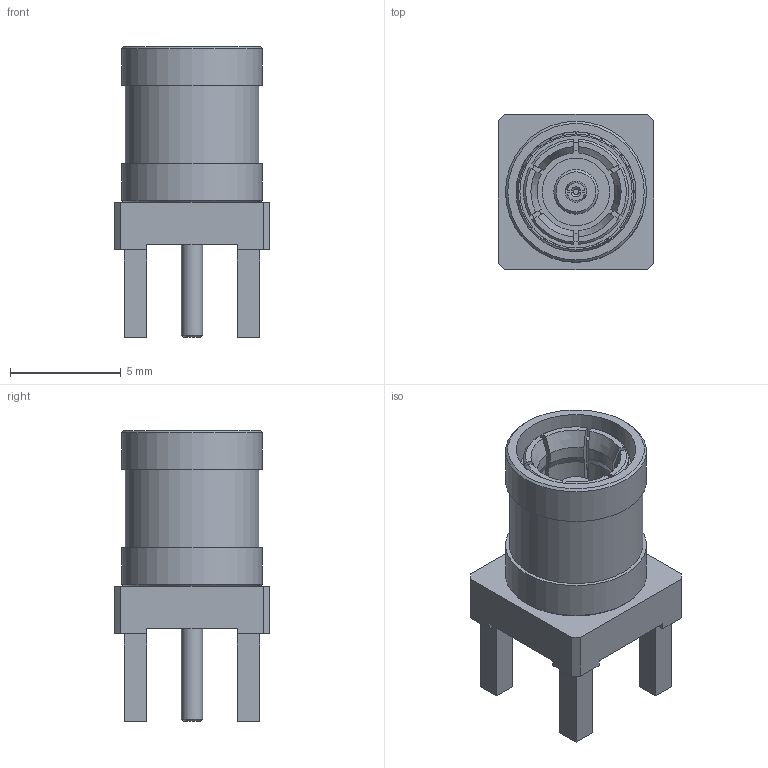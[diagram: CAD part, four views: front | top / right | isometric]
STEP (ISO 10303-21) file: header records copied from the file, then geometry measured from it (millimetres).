
FILE_DESCRIPTION(/* description */ ('Unknown'),/* implementation_level */ '2;1');
FILE_NAME(/* name */ '61614002111503',/* time_stamp */ '2020-01-16T16:12:42+01:00',/* author */ ('Unknown'),/* organization */ ('Unknown'),/* preprocessor_version */ 'ST-DEVELOPER v16.7',/* originating_system */ 'DEX',/* authorisation */ $);
FILE_SCHEMA (('AUTOMOTIVE_DESIGN {1 0 10303 214 3 1 1}'));
Length unit declared in the file: millimetre
Products named in the file (1): 61614002111503
Bounding box: 7 x 7 x 13.1 mm (x, y, z)
Volume: 481.4 mm3; surface area: 1472.7 mm2
Topology: 4 solids, 4 shells, 444 faces, 1400 edges, 932 vertices
Faces by surface type: plane 308, cylinder 80, cone 56
Full cylindrical faces by diameter (mm): 0.246 x2, 0.96 x4, 2 x2, 3.04 x2, 3.722 x2, 4.44 x2, 4.46 x2, 5.06 x2, 5.2 x4, 5.4 x2, 6.02 x2, 6.35 x4
Entity records: 18521 total; most frequent: CARTESIAN_POINT 3273, ORIENTED_EDGE 2652, DIRECTION 2382, EDGE_CURVE 1326, VERTEX_POINT 906, AXIS2_PLACEMENT_3D 815, LINE 752, VECTOR 752
